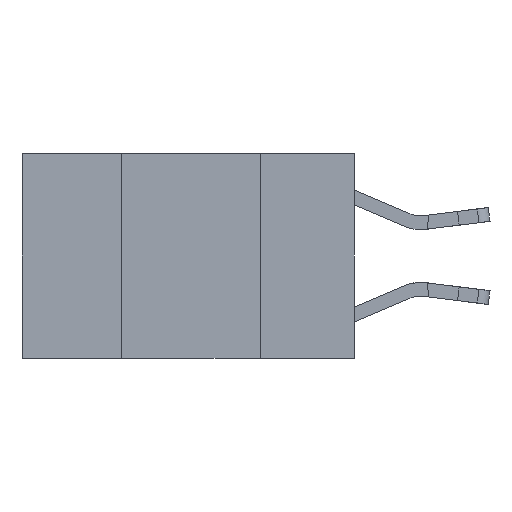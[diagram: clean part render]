
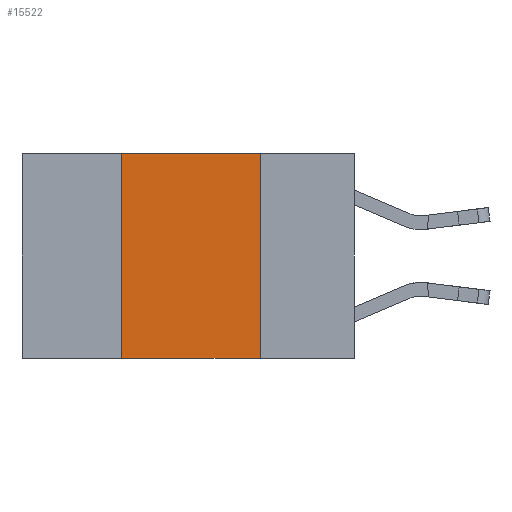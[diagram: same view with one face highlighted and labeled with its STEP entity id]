
A CAD part, left-side view. The second image highlights one B-rep face of the part: STEP entity #15522.
In plain terms, the highlighted planar face has unit normal (-1, 0, 0).
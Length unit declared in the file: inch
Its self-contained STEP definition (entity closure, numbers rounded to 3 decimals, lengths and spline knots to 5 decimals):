
#61 = FACE_OUTER_BOUND ( 'NONE', #8549, .T. ) ;
#1721 = LINE ( 'NONE', #9520, #12613 ) ;
#1822 = CARTESIAN_POINT ( 'NONE',  ( 0., 0.42, 0. ) ) ;
#2459 = ORIENTED_EDGE ( 'NONE', *, *, #13158, .F. ) ;
#2571 = DIRECTION ( 'NONE',  ( 0., 0., -1. ) ) ;
#2741 = CARTESIAN_POINT ( 'NONE',  ( 0., 0.17, 0. ) ) ;
#3236 = VECTOR ( 'NONE', #2571, 39.37008 ) ;
#3521 = CARTESIAN_POINT ( 'NONE',  ( 0., 0.42, -0.37 ) ) ;
#3765 = CARTESIAN_POINT ( 'NONE',  ( 0., 0.6, 0. ) ) ;
#6417 = VECTOR ( 'NONE', #8774, 39.37008 ) ;
#7186 = VERTEX_POINT ( 'NONE', #2741 ) ;
#7232 = ORIENTED_EDGE ( 'NONE', *, *, #9884, .F. ) ;
#7429 = DIRECTION ( 'NONE',  ( 0., -1., 0. ) ) ;
#7807 = LINE ( 'NONE', #14531, #3236 ) ;
#8549 = EDGE_LOOP ( 'NONE', ( #10542, #7232, #2459, #10960 ) ) ;
#8774 = DIRECTION ( 'NONE',  ( 0., 0., 1. ) ) ;
#8988 = DIRECTION ( 'NONE',  ( 1., 0., 0. ) ) ;
#9111 = EDGE_CURVE ( 'NONE', #9381, #16093, #1721, .T. ) ;
#9381 = VERTEX_POINT ( 'NONE', #3521 ) ;
#9520 = CARTESIAN_POINT ( 'NONE',  ( 0., 0.6, -0.37 ) ) ;
#9884 = EDGE_CURVE ( 'NONE', #16605, #7186, #12788, .T. ) ;
#10048 = LINE ( 'NONE', #15261, #6417 ) ;
#10542 = ORIENTED_EDGE ( 'NONE', *, *, #16888, .F. ) ;
#10793 = DIRECTION ( 'NONE',  ( 0., -1., 0. ) ) ;
#10960 = ORIENTED_EDGE ( 'NONE', *, *, #9111, .T. ) ;
#11019 = VECTOR ( 'NONE', #7429, 39.37008 ) ;
#11081 = CARTESIAN_POINT ( 'NONE',  ( 0., 0.17, -0.37 ) ) ;
#11129 = AXIS2_PLACEMENT_3D ( 'NONE', #3765, #8988, #13221 ) ;
#11445 = CARTESIAN_POINT ( 'NONE',  ( 0., 0.6, 0. ) ) ;
#12613 = VECTOR ( 'NONE', #10793, 39.37008 ) ;
#12788 = LINE ( 'NONE', #11445, #11019 ) ;
#13158 = EDGE_CURVE ( 'NONE', #9381, #16605, #10048, .T. ) ;
#13221 = DIRECTION ( 'NONE',  ( 0., 0., -1. ) ) ;
#14531 = CARTESIAN_POINT ( 'NONE',  ( 0., 0.17, 0. ) ) ;
#15261 = CARTESIAN_POINT ( 'NONE',  ( 0., 0.42, 0. ) ) ;
#15473 = PLANE ( 'NONE',  #11129 ) ;
#15522 = ADVANCED_FACE ( 'NONE', ( #61 ), #15473, .F. ) ;
#16093 = VERTEX_POINT ( 'NONE', #11081 ) ;
#16605 = VERTEX_POINT ( 'NONE', #1822 ) ;
#16888 = EDGE_CURVE ( 'NONE', #7186, #16093, #7807, .T. ) ;
